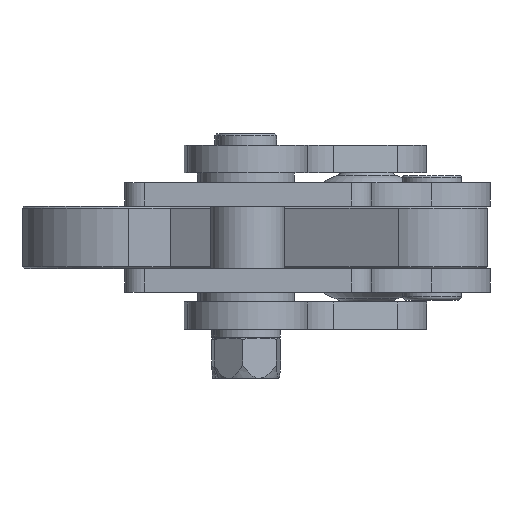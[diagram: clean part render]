
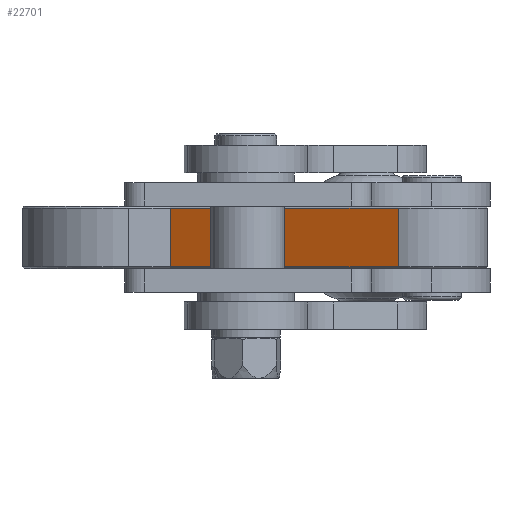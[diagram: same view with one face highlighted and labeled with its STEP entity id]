
A CAD part, front view. The second image highlights one B-rep face of the part: STEP entity #22701.
In plain terms, the highlighted face is planar.
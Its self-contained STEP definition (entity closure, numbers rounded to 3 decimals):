
#1376 = LINE ( 'NONE', #3925, #1379 ) ;
#1379 = VECTOR ( 'NONE', #3926, 1000. ) ;
#1380 = LINE ( 'NONE', #3928, #1383 ) ;
#1382 = LINE ( 'NONE', #3930, #1385 ) ;
#1383 = VECTOR ( 'NONE', #3929, 1000. ) ;
#1384 = LINE ( 'NONE', #3932, #1387 ) ;
#1385 = VECTOR ( 'NONE', #3931, 1000. ) ;
#1387 = VECTOR ( 'NONE', #3933, 1000. ) ;
#3925 = CARTESIAN_POINT ( 'NONE',  ( 87.32, 285.538, 16. ) ) ;
#3926 = DIRECTION ( 'NONE',  ( 0., 0., -1. ) ) ;
#3928 = CARTESIAN_POINT ( 'NONE',  ( 153.404, 285.538, 0.5 ) ) ;
#3929 = DIRECTION ( 'NONE',  ( 1., 0., 0. ) ) ;
#3930 = CARTESIAN_POINT ( 'NONE',  ( 153.404, 285.538, 16. ) ) ;
#3931 = DIRECTION ( 'NONE',  ( 0., 0., -1. ) ) ;
#3932 = CARTESIAN_POINT ( 'NONE',  ( 0., 285.538, 15.5 ) ) ;
#3933 = DIRECTION ( 'NONE',  ( -1., 0., 0. ) ) ;
#13387 = FACE_OUTER_BOUND ( 'NONE', #24033, .T. ) ;
#14816 = CARTESIAN_POINT ( 'NONE',  ( 153.404, 285.538, 0.5 ) ) ;
#16032 = ORIENTED_EDGE ( 'NONE', *, *, #18899, .T. ) ;
#16033 = ORIENTED_EDGE ( 'NONE', *, *, #18898, .F. ) ;
#16038 = ORIENTED_EDGE ( 'NONE', *, *, #18897, .T. ) ;
#16039 = ORIENTED_EDGE ( 'NONE', *, *, #18895, .T. ) ;
#18479 = AXIS2_PLACEMENT_3D ( 'NONE', #21496, #21508, #21510 ) ;
#18895 = EDGE_CURVE ( 'NONE', #22756, #22762, #1376, .T. ) ;
#18897 = EDGE_CURVE ( 'NONE', #22762, #22749, #1380, .T. ) ;
#18898 = EDGE_CURVE ( 'NONE', #22774, #22749, #1382, .T. ) ;
#18899 = EDGE_CURVE ( 'NONE', #22774, #22756, #1384, .T. ) ;
#21496 = CARTESIAN_POINT ( 'NONE',  ( 0., 285.538, 16. ) ) ;
#21504 = PLANE ( 'NONE',  #18479 ) ;
#21508 = DIRECTION ( 'NONE',  ( 0., -1., 0. ) ) ;
#21510 = DIRECTION ( 'NONE',  ( 1., 0., 0. ) ) ;
#22701 = ADVANCED_FACE ( 'NONE', ( #13387 ), #21504, .T. ) ;
#22749 = VERTEX_POINT ( 'NONE', #14816 ) ;
#22756 = VERTEX_POINT ( 'NONE', #25333 ) ;
#22762 = VERTEX_POINT ( 'NONE', #25339 ) ;
#22774 = VERTEX_POINT ( 'NONE', #25351 ) ;
#24033 = EDGE_LOOP ( 'NONE', ( #16039, #16038, #16033, #16032 ) ) ;
#25333 = CARTESIAN_POINT ( 'NONE',  ( 87.32, 285.538, 15.5 ) ) ;
#25339 = CARTESIAN_POINT ( 'NONE',  ( 87.32, 285.538, 0.5 ) ) ;
#25351 = CARTESIAN_POINT ( 'NONE',  ( 153.404, 285.538, 15.5 ) ) ;
